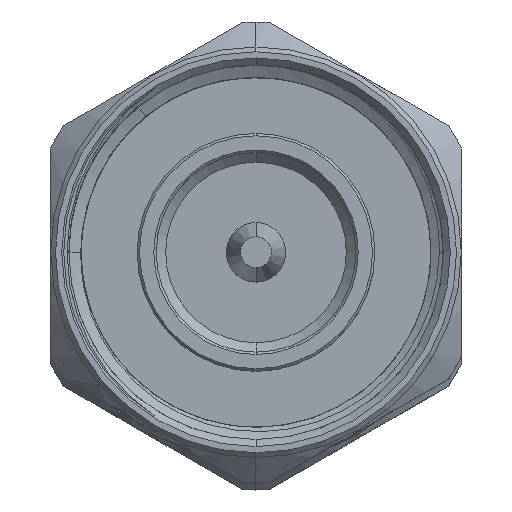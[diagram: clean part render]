
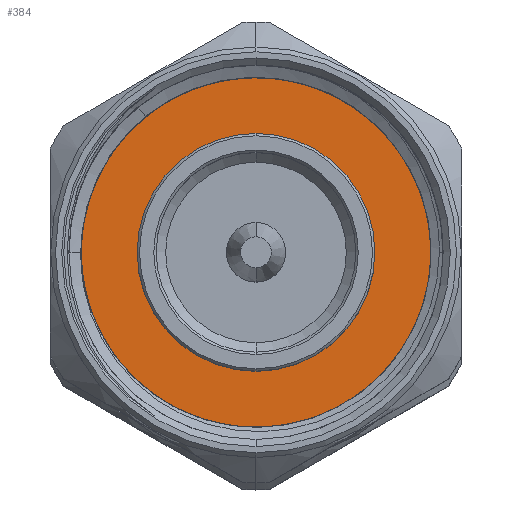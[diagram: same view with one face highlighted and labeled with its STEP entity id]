
A CAD part, top view. The second image highlights one B-rep face of the part: STEP entity #384.
In plain terms, the highlighted face is planar.
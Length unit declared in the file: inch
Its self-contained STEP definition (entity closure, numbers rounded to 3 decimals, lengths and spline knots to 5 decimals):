
#77 = CARTESIAN_POINT ( 'NONE',  ( 0.3317, 0.34356, -0.14563 ) ) ;
#200 = CARTESIAN_POINT ( 'NONE',  ( 0.3317, -0.03846, -0.38495 ) ) ;
#231 = CARTESIAN_POINT ( 'NONE',  ( 0.3317, 0.36341, -0.07443 ) ) ;
#279 = CIRCLE ( 'NONE', #2765, 0.3937 ) ;
#316 = DIRECTION ( 'NONE',  ( 0., -1., 0. ) ) ;
#366 = ORIENTED_EDGE ( 'NONE', *, *, #723, .T. ) ;
#380 = CARTESIAN_POINT ( 'NONE',  ( 0.3317, 0.3937, 0. ) ) ;
#384 = ADVANCED_FACE ( 'NONE', ( #4461, #2236 ), #2984, .T. ) ;
#388 = DIRECTION ( 'NONE',  ( -1., 0., 0. ) ) ;
#408 = CARTESIAN_POINT ( 'NONE',  ( 0.3317, 0., 0. ) ) ;
#450 = CARTESIAN_POINT ( 'NONE',  ( 0.3317, -0.21342, -0.32895 ) ) ;
#468 = EDGE_LOOP ( 'NONE', ( #4043, #1445 ) ) ;
#560 = LINE ( 'NONE', #2102, #3415 ) ;
#606 = CARTESIAN_POINT ( 'NONE',  ( 0.3317, 0.22225, -0.30698 ) ) ;
#723 = EDGE_CURVE ( 'NONE', #2974, #4838, #4386, .T. ) ;
#855 = CARTESIAN_POINT ( 'NONE',  ( 0.3317, 0., 0. ) ) ;
#917 = VERTEX_POINT ( 'NONE', #3759 ) ;
#923 = CARTESIAN_POINT ( 'NONE',  ( 0.3317, -0.14696, -0.36127 ) ) ;
#939 = CARTESIAN_POINT ( 'NONE',  ( 0.3317, 0.24999, 0. ) ) ;
#973 = CARTESIAN_POINT ( 'NONE',  ( 0.3317, 0.07264, -0.37827 ) ) ;
#987 = CARTESIAN_POINT ( 'NONE',  ( 0.3317, 0., 0. ) ) ;
#1032 = CARTESIAN_POINT ( 'NONE',  ( 0.3317, 0.02643, -0.38387 ) ) ;
#1131 = EDGE_CURVE ( 'NONE', #4141, #3038, #279, .T. ) ;
#1189 = ORIENTED_EDGE ( 'NONE', *, *, #1351, .T. ) ;
#1311 = CARTESIAN_POINT ( 'NONE',  ( 0.3317, -0.27282, -0.28385 ) ) ;
#1351 = EDGE_CURVE ( 'NONE', #4838, #4141, #3158, .T. ) ;
#1371 = CARTESIAN_POINT ( 'NONE',  ( 0.3317, -0.16408, -0.3544 ) ) ;
#1399 = ORIENTED_EDGE ( 'NONE', *, *, #1979, .T. ) ;
#1400 = CARTESIAN_POINT ( 'NONE',  ( 0.3317, 0.29945, -0.22719 ) ) ;
#1445 = ORIENTED_EDGE ( 'NONE', *, *, #4266, .F. ) ;
#1612 = ORIENTED_EDGE ( 'NONE', *, *, #1131, .T. ) ;
#1622 = DIRECTION ( 'NONE',  ( 0., -1., 0. ) ) ;
#1730 = CARTESIAN_POINT ( 'NONE',  ( 0.3317, 0.26397, -0.26976 ) ) ;
#1757 = CARTESIAN_POINT ( 'NONE',  ( 0.3317, -0.05683, -0.38319 ) ) ;
#1781 = CARTESIAN_POINT ( 'NONE',  ( 0.3317, 0.36886, -0.01871 ) ) ;
#1843 = DIRECTION ( 'NONE',  ( 0., -1., 0. ) ) ;
#1947 = DIRECTION ( 'NONE',  ( 0., -1., 0. ) ) ;
#1979 = EDGE_CURVE ( 'NONE', #3038, #2974, #560, .T. ) ;
#2089 = CARTESIAN_POINT ( 'NONE',  ( 0.3317, 0.01709, -0.38465 ) ) ;
#2102 = CARTESIAN_POINT ( 'NONE',  ( 0.3317, 0., 0. ) ) ;
#2143 = CARTESIAN_POINT ( 'NONE',  ( 0.3317, 0.20734, -0.31787 ) ) ;
#2236 = FACE_OUTER_BOUND ( 'NONE', #3750, .T. ) ;
#2328 = CARTESIAN_POINT ( 'NONE',  ( 0.3317, 0.36833, 0. ) ) ;
#2471 = EDGE_CURVE ( 'NONE', #917, #4195, #4487, .T. ) ;
#2473 = CARTESIAN_POINT ( 'NONE',  ( 0.3317, -0.24435, -0.30799 ) ) ;
#2501 = CARTESIAN_POINT ( 'NONE',  ( 0.3317, 0.17602, -0.33744 ) ) ;
#2525 = CARTESIAN_POINT ( 'NONE',  ( 0.3317, 0.36833, 0. ) ) ;
#2570 = CARTESIAN_POINT ( 'NONE',  ( 0.3317, 0., 0. ) ) ;
#2765 = AXIS2_PLACEMENT_3D ( 'NONE', #408, #388, #1947 ) ;
#2778 = CARTESIAN_POINT ( 'NONE',  ( 0.3317, -0.01075, -0.38563 ) ) ;
#2809 = CARTESIAN_POINT ( 'NONE',  ( 0.3317, -0.3937, 0. ) ) ;
#2873 = CARTESIAN_POINT ( 'NONE',  ( 0.3317, 0.34982, -0.12826 ) ) ;
#2912 = DIRECTION ( 'NONE',  ( 0., -1., 0. ) ) ;
#2924 = CARTESIAN_POINT ( 'NONE',  ( 0.3317, -0.27282, -0.28385 ) ) ;
#2952 = CARTESIAN_POINT ( 'NONE',  ( 0.3317, 0.10823, -0.36857 ) ) ;
#2974 = VERTEX_POINT ( 'NONE', #2328 ) ;
#2984 = PLANE ( 'NONE',  #3815 ) ;
#3031 = AXIS2_PLACEMENT_3D ( 'NONE', #2570, #3703, #3311 ) ;
#3038 = VERTEX_POINT ( 'NONE', #380 ) ;
#3158 = CIRCLE ( 'NONE', #3330, 0.3937 ) ;
#3271 = CARTESIAN_POINT ( 'NONE',  ( 0.3317, -0.259, -0.29645 ) ) ;
#3311 = DIRECTION ( 'NONE',  ( 0., -1., 0. ) ) ;
#3330 = AXIS2_PLACEMENT_3D ( 'NONE', #3778, #4948, #1843 ) ;
#3415 = VECTOR ( 'NONE', #2912, 39.37008 ) ;
#3531 = CARTESIAN_POINT ( 'NONE',  ( 0.3317, 0.36797, -0.03733 ) ) ;
#3628 = CARTESIAN_POINT ( 'NONE',  ( 0.3317, 0.31944, -0.19606 ) ) ;
#3661 = CARTESIAN_POINT ( 'NONE',  ( 0.3317, 0.32839, -0.17951 ) ) ;
#3703 = DIRECTION ( 'NONE',  ( -1., 0., 0. ) ) ;
#3750 = EDGE_LOOP ( 'NONE', ( #1189, #1612, #1399, #366 ) ) ;
#3759 = CARTESIAN_POINT ( 'NONE',  ( 0.3317, -0.24999, 0. ) ) ;
#3778 = CARTESIAN_POINT ( 'NONE',  ( 0.3317, 0., 0. ) ) ;
#3815 = AXIS2_PLACEMENT_3D ( 'NONE', #987, #4085, #316 ) ;
#3844 = CIRCLE ( 'NONE', #3031, 0.24999 ) ;
#3920 = CARTESIAN_POINT ( 'NONE',  ( 0.3317, -0.19728, -0.33825 ) ) ;
#3997 = DIRECTION ( 'NONE',  ( -1., 0., 0. ) ) ;
#4043 = ORIENTED_EDGE ( 'NONE', *, *, #2471, .F. ) ;
#4073 = CARTESIAN_POINT ( 'NONE',  ( 0.3317, 0.28835, -0.24193 ) ) ;
#4085 = DIRECTION ( 'NONE',  ( -1., 0., 0. ) ) ;
#4141 = VERTEX_POINT ( 'NONE', #2809 ) ;
#4195 = VERTEX_POINT ( 'NONE', #939 ) ;
#4266 = EDGE_CURVE ( 'NONE', #4195, #917, #3844, .T. ) ;
#4386 = B_SPLINE_CURVE_WITH_KNOTS ( 'NONE', 3,
 ( #2525, #1781, #3531, #231, #4786, #2873, #77, #3661, #3628, #1400, #4073, #1730, #4424, #606, #2143, #2501, #4449, #2952, #973, #1032, #2089, #4508, #2778, #200, #1757, #4842, #4392, #923, #1371, #3920, #450, #2473, #3271, #2924 ),
 .UNSPECIFIED., .F., .F.,
 ( 4, 2, 2, 2, 2, 2, 2, 2, 2, 2, 2, 2, 2, 2, 2, 2, 4 ),
 ( 0., 0.00142, 0.00284, 0.00426, 0.00568, 0.0071, 0.00853, 0.00995, 0.01137, 0.01421, 0.01492, 0.01563, 0.01705, 0.01847, 0.01989, 0.02131, 0.02273 ),
 .UNSPECIFIED. ) ;
#4392 = CARTESIAN_POINT ( 'NONE',  ( 0.3317, -0.11165, -0.37259 ) ) ;
#4424 = CARTESIAN_POINT ( 'NONE',  ( 0.3317, 0.25057, -0.28294 ) ) ;
#4449 = CARTESIAN_POINT ( 'NONE',  ( 0.3317, 0.15955, -0.34614 ) ) ;
#4461 = FACE_BOUND ( 'NONE', #468, .T. ) ;
#4487 = CIRCLE ( 'NONE', #4574, 0.24999 ) ;
#4508 = CARTESIAN_POINT ( 'NONE',  ( 0.3317, -0.00149, -0.38553 ) ) ;
#4574 = AXIS2_PLACEMENT_3D ( 'NONE', #855, #3997, #1622 ) ;
#4786 = CARTESIAN_POINT ( 'NONE',  ( 0.3317, 0.35974, -0.0927 ) ) ;
#4838 = VERTEX_POINT ( 'NONE', #1311 ) ;
#4842 = CARTESIAN_POINT ( 'NONE',  ( 0.3317, -0.09337, -0.37703 ) ) ;
#4948 = DIRECTION ( 'NONE',  ( -1., 0., 0. ) ) ;
